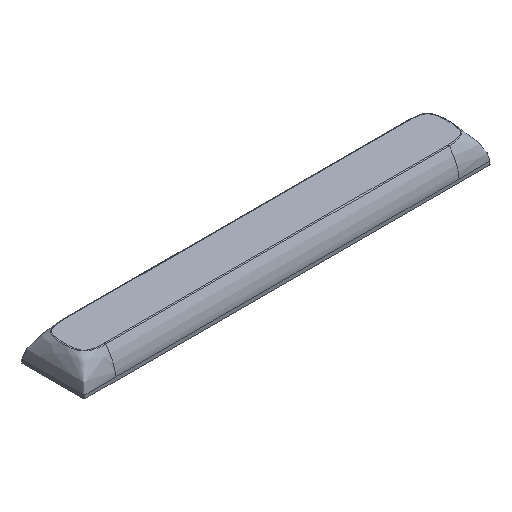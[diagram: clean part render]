
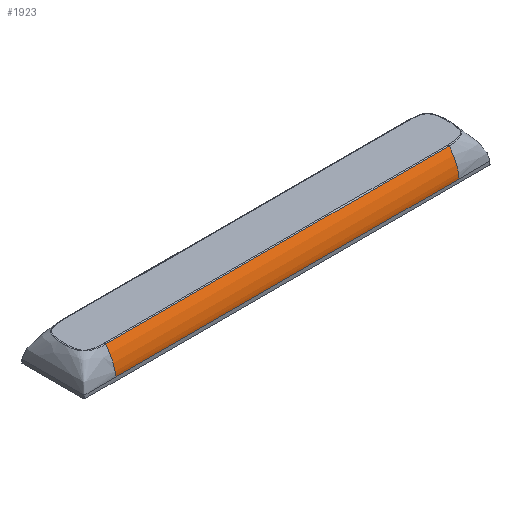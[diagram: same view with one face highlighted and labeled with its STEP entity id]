
A CAD part, isometric view. The second image highlights one B-rep face of the part: STEP entity #1923.
In plain terms, the highlighted free-form (B-spline) face has degree [3, 1] with [8, 2] control points.
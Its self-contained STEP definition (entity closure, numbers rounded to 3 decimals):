
#28=B_SPLINE_CURVE_WITH_KNOTS('',3,(#2737,#2738,#2739,#2740,#2741,#2742,
#2743,#2744),.UNSPECIFIED.,.F.,.F.,(4,2,2,4),(-0.522,-0.331,
-0.15,0.),.UNSPECIFIED.);
#29=B_SPLINE_CURVE_WITH_KNOTS('',3,(#2748,#2749,#2750,#2751,#2752,#2753,
#2754,#2755),.UNSPECIFIED.,.F.,.F.,(4,2,2,4),(-0.522,-0.331,
-0.15,0.),.UNSPECIFIED.);
#47=B_SPLINE_SURFACE_WITH_KNOTS('',3,1,((#2719,#2720),(#2721,#2722),(#2723,
#2724),(#2725,#2726),(#2727,#2728),(#2729,#2730),(#2731,#2732),(#2733,#2734)),
 .UNSPECIFIED.,.F.,.F.,.F.,(4,2,2,4),(2,2),(0.,0.15,0.331,
0.522),(0.,14.369),.UNSPECIFIED.);
#86=FACE_OUTER_BOUND('',#201,.T.);
#201=EDGE_LOOP('',(#1288,#1289,#1290,#1291));
#337=LINE('',#2746,#580);
#338=LINE('',#2756,#581);
#580=VECTOR('',#2210,10.);
#581=VECTOR('',#2211,10.);
#820=VERTEX_POINT('',#2735);
#821=VERTEX_POINT('',#2736);
#822=VERTEX_POINT('',#2745);
#823=VERTEX_POINT('',#2747);
#1000=EDGE_CURVE('',#820,#821,#28,.T.);
#1001=EDGE_CURVE('',#822,#821,#337,.T.);
#1002=EDGE_CURVE('',#823,#822,#29,.T.);
#1003=EDGE_CURVE('',#823,#820,#338,.T.);
#1288=ORIENTED_EDGE('',*,*,#1000,.T.);
#1289=ORIENTED_EDGE('',*,*,#1001,.F.);
#1290=ORIENTED_EDGE('',*,*,#1002,.F.);
#1291=ORIENTED_EDGE('',*,*,#1003,.T.);
#1923=ADVANCED_FACE('',(#86),#47,.T.);
#2210=DIRECTION('',(-1.,0.,0.));
#2211=DIRECTION('',(-1.,0.,0.));
#2719=CARTESIAN_POINT('Ctrl Pts',(49.875,1.,9.1));
#2720=CARTESIAN_POINT('Ctrl Pts',(-93.815,1.,9.1));
#2721=CARTESIAN_POINT('Ctrl Pts',(49.875,1.501,9.1));
#2722=CARTESIAN_POINT('Ctrl Pts',(-93.815,1.501,9.1));
#2723=CARTESIAN_POINT('Ctrl Pts',(49.875,2.149,9.002));
#2724=CARTESIAN_POINT('Ctrl Pts',(-93.815,2.149,9.002));
#2725=CARTESIAN_POINT('Ctrl Pts',(49.875,3.741,8.572));
#2726=CARTESIAN_POINT('Ctrl Pts',(-93.815,3.741,8.572));
#2727=CARTESIAN_POINT('Ctrl Pts',(49.875,4.617,8.226));
#2728=CARTESIAN_POINT('Ctrl Pts',(-93.815,4.617,8.226));
#2729=CARTESIAN_POINT('Ctrl Pts',(49.875,6.287,7.376));
#2730=CARTESIAN_POINT('Ctrl Pts',(-93.815,6.287,7.376));
#2731=CARTESIAN_POINT('Ctrl Pts',(49.875,7.116,6.843));
#2732=CARTESIAN_POINT('Ctrl Pts',(-93.815,7.116,6.843));
#2733=CARTESIAN_POINT('Ctrl Pts',(49.875,7.857,6.222));
#2734=CARTESIAN_POINT('Ctrl Pts',(-93.815,7.857,6.222));
#2735=CARTESIAN_POINT('',(-49.875,7.857,6.222));
#2736=CARTESIAN_POINT('',(-49.875,1.,9.1));
#2737=CARTESIAN_POINT('Ctrl Pts',(-49.875,7.857,6.222));
#2738=CARTESIAN_POINT('Ctrl Pts',(-49.875,7.116,6.843));
#2739=CARTESIAN_POINT('Ctrl Pts',(-49.875,6.287,7.376));
#2740=CARTESIAN_POINT('Ctrl Pts',(-49.875,4.617,8.226));
#2741=CARTESIAN_POINT('Ctrl Pts',(-49.875,3.741,8.572));
#2742=CARTESIAN_POINT('Ctrl Pts',(-49.875,2.149,9.002));
#2743=CARTESIAN_POINT('Ctrl Pts',(-49.875,1.501,9.1));
#2744=CARTESIAN_POINT('Ctrl Pts',(-49.875,1.,9.1));
#2745=CARTESIAN_POINT('',(49.875,1.,9.1));
#2746=CARTESIAN_POINT('',(49.875,1.,9.1));
#2747=CARTESIAN_POINT('',(49.875,7.857,6.222));
#2748=CARTESIAN_POINT('Ctrl Pts',(49.875,7.857,6.222));
#2749=CARTESIAN_POINT('Ctrl Pts',(49.875,7.116,6.843));
#2750=CARTESIAN_POINT('Ctrl Pts',(49.875,6.287,7.376));
#2751=CARTESIAN_POINT('Ctrl Pts',(49.875,4.617,8.226));
#2752=CARTESIAN_POINT('Ctrl Pts',(49.875,3.741,8.572));
#2753=CARTESIAN_POINT('Ctrl Pts',(49.875,2.149,9.002));
#2754=CARTESIAN_POINT('Ctrl Pts',(49.875,1.501,9.1));
#2755=CARTESIAN_POINT('Ctrl Pts',(49.875,1.,9.1));
#2756=CARTESIAN_POINT('',(49.875,7.857,6.222));
